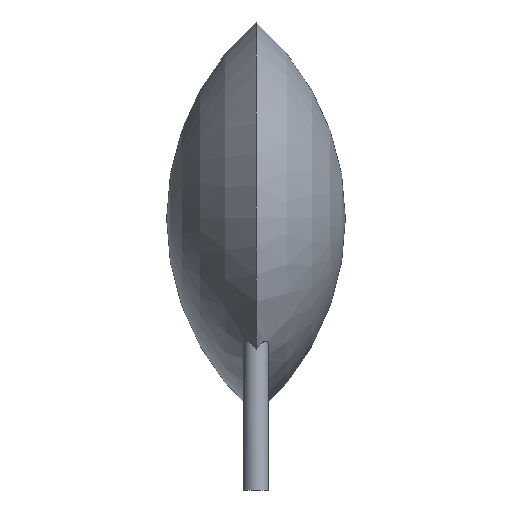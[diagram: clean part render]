
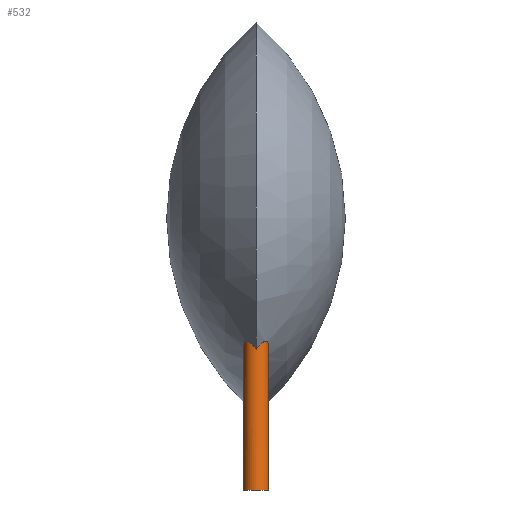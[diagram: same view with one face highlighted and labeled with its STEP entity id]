
A CAD part, left-side view. The second image highlights one B-rep face of the part: STEP entity #532.
In plain terms, the highlighted cylindrical face has radius 0.35 mm (diameter 0.7 mm), a full revolution.
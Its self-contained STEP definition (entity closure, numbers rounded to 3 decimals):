
#250 = VERTEX_POINT('',#251);
#251 = CARTESIAN_POINT('',(-3.4,0.,1.277));
#258 = EDGE_CURVE('',#250,#259,#261,.T.);
#259 = VERTEX_POINT('',#260);
#260 = CARTESIAN_POINT('',(-3.901,0.316,2.15));
#261 = B_SPLINE_CURVE_WITH_KNOTS('',8,(#262,#263,#264,#265,#266,#267,
#268,#269,#270,#271,#272,#273,#274,#275,#276,#277,#278,#279,#280,
#281,#282,#283,#284),.UNSPECIFIED.,.F.,.F.,(9,7,7,9),(0.,
0.539,0.773,1.),.UNSPECIFIED.);
#262 = CARTESIAN_POINT('',(-3.4,0.,1.277));
#263 = CARTESIAN_POINT('',(-3.4,0.042,1.324));
#264 = CARTESIAN_POINT('',(-3.406,0.083,
1.374));
#265 = CARTESIAN_POINT('',(-3.417,0.121,1.428
));
#266 = CARTESIAN_POINT('',(-3.432,0.158,1.484)
);
#267 = CARTESIAN_POINT('',(-3.452,0.193,1.543
));
#268 = CARTESIAN_POINT('',(-3.477,0.225,1.605
));
#269 = CARTESIAN_POINT('',(-3.506,0.254,1.668
));
#270 = CARTESIAN_POINT('',(-3.555,0.291,1.762
));
#271 = CARTESIAN_POINT('',(-3.571,0.302,1.791
));
#272 = CARTESIAN_POINT('',(-3.588,0.312,1.82
));
#273 = CARTESIAN_POINT('',(-3.606,0.321,1.849
));
#274 = CARTESIAN_POINT('',(-3.625,0.329,1.879
));
#275 = CARTESIAN_POINT('',(-3.646,0.335,1.909
));
#276 = CARTESIAN_POINT('',(-3.668,0.341,1.938)
);
#277 = CARTESIAN_POINT('',(-3.713,0.349,1.995
));
#278 = CARTESIAN_POINT('',(-3.737,0.351,2.023
));
#279 = CARTESIAN_POINT('',(-3.762,0.352,2.051
));
#280 = CARTESIAN_POINT('',(-3.789,0.35,2.077)
);
#281 = CARTESIAN_POINT('',(-3.817,0.346,2.101
));
#282 = CARTESIAN_POINT('',(-3.845,0.339,2.122
));
#283 = CARTESIAN_POINT('',(-3.873,0.329,2.138)
);
#284 = CARTESIAN_POINT('',(-3.901,0.316,2.15));
#287 = VERTEX_POINT('',#288);
#288 = CARTESIAN_POINT('',(-4.02,0.223,2.15));
#321 = EDGE_CURVE('',#287,#322,#324,.T.);
#322 = VERTEX_POINT('',#323);
#323 = CARTESIAN_POINT('',(-4.1,0.,1.934));
#324 = B_SPLINE_CURVE_WITH_KNOTS('',7,(#325,#326,#327,#328,#329,#330,
#331,#332,#333,#334,#335,#336,#337,#338),.UNSPECIFIED.,.F.,.F.,(8,6,
8),(0.,0.474,1.),.UNSPECIFIED.);
#325 = CARTESIAN_POINT('',(-4.02,0.223,2.15));
#326 = CARTESIAN_POINT('',(-4.033,0.207,2.142
));
#327 = CARTESIAN_POINT('',(-4.045,0.19,2.132)
);
#328 = CARTESIAN_POINT('',(-4.055,0.173,2.12
));
#329 = CARTESIAN_POINT('',(-4.064,0.156,2.106
));
#330 = CARTESIAN_POINT('',(-4.072,0.14,2.091)
);
#331 = CARTESIAN_POINT('',(-4.078,0.124,2.076)
);
#332 = CARTESIAN_POINT('',(-4.088,0.091,
2.043));
#333 = CARTESIAN_POINT('',(-4.093,0.075,
2.025));
#334 = CARTESIAN_POINT('',(-4.096,0.059,
2.007));
#335 = CARTESIAN_POINT('',(-4.098,0.043,
1.989));
#336 = CARTESIAN_POINT('',(-4.099,0.028,
1.971));
#337 = CARTESIAN_POINT('',(-4.1,0.014,1.952));
#338 = CARTESIAN_POINT('',(-4.1,0.,1.934));
#379 = EDGE_CURVE('',#322,#380,#382,.T.);
#380 = VERTEX_POINT('',#381);
#381 = CARTESIAN_POINT('',(-4.02,-0.223,2.15));
#382 = B_SPLINE_CURVE_WITH_KNOTS('',7,(#383,#384,#385,#386,#387,#388,
#389,#390,#391,#392,#393,#394,#395,#396),.UNSPECIFIED.,.F.,.F.,(8,6,
8),(0.,0.507,1.),.UNSPECIFIED.);
#383 = CARTESIAN_POINT('',(-4.1,0.,1.934));
#384 = CARTESIAN_POINT('',(-4.1,-0.014,1.952));
#385 = CARTESIAN_POINT('',(-4.099,-0.027,
1.969));
#386 = CARTESIAN_POINT('',(-4.098,-0.042,
1.987));
#387 = CARTESIAN_POINT('',(-4.096,-0.057,
2.005));
#388 = CARTESIAN_POINT('',(-4.093,-0.072,
2.022));
#389 = CARTESIAN_POINT('',(-4.089,-0.088,
2.04));
#390 = CARTESIAN_POINT('',(-4.079,-0.12,
2.073));
#391 = CARTESIAN_POINT('',(-4.073,-0.137,2.089)
);
#392 = CARTESIAN_POINT('',(-4.066,-0.154,
2.104));
#393 = CARTESIAN_POINT('',(-4.057,-0.171,
2.118));
#394 = CARTESIAN_POINT('',(-4.046,-0.189,
2.131));
#395 = CARTESIAN_POINT('',(-4.034,-0.206,
2.142));
#396 = CARTESIAN_POINT('',(-4.02,-0.223,2.15));
#399 = VERTEX_POINT('',#400);
#400 = CARTESIAN_POINT('',(-3.901,-0.316,2.15));
#440 = EDGE_CURVE('',#399,#441,#443,.T.);
#441 = VERTEX_POINT('',#442);
#442 = CARTESIAN_POINT('',(-3.75,-0.35,2.036));
#443 = B_SPLINE_CURVE_WITH_KNOTS('',4,(#444,#445,#446,#447,#448,#449,
#450,#451),.UNSPECIFIED.,.F.,.F.,(5,3,5),(0.,0.508,1.),
.UNSPECIFIED.);
#444 = CARTESIAN_POINT('',(-3.901,-0.316,2.15));
#445 = CARTESIAN_POINT('',(-3.885,-0.324,
2.143));
#446 = CARTESIAN_POINT('',(-3.867,-0.33,
2.134));
#447 = CARTESIAN_POINT('',(-3.848,-0.336,
2.122));
#448 = CARTESIAN_POINT('',(-3.809,-0.346,
2.092));
#449 = CARTESIAN_POINT('',(-3.789,-0.349,
2.075));
#450 = CARTESIAN_POINT('',(-3.769,-0.35,
2.055));
#451 = CARTESIAN_POINT('',(-3.75,-0.35,2.036));
#453 = EDGE_CURVE('',#441,#250,#454,.T.);
#454 = B_SPLINE_CURVE_WITH_KNOTS('',7,(#455,#456,#457,#458,#459,#460,
#461,#462,#463,#464,#465,#466,#467,#468,#469,#470,#471,#472,#473,
#474),.UNSPECIFIED.,.F.,.F.,(8,6,6,8),(0.,0.23,
0.597,1.),.UNSPECIFIED.);
#455 = CARTESIAN_POINT('',(-3.75,-0.35,2.036));
#456 = CARTESIAN_POINT('',(-3.728,-0.35,
2.012));
#457 = CARTESIAN_POINT('',(-3.707,-0.348,
1.988));
#458 = CARTESIAN_POINT('',(-3.687,-0.345,
1.963));
#459 = CARTESIAN_POINT('',(-3.667,-0.341,
1.938));
#460 = CARTESIAN_POINT('',(-3.649,-0.336,1.912)
);
#461 = CARTESIAN_POINT('',(-3.631,-0.33,1.886
));
#462 = CARTESIAN_POINT('',(-3.587,-0.311,1.818
));
#463 = CARTESIAN_POINT('',(-3.562,-0.297,1.776
));
#464 = CARTESIAN_POINT('',(-3.539,-0.282,
1.733));
#465 = CARTESIAN_POINT('',(-3.517,-0.264,
1.691));
#466 = CARTESIAN_POINT('',(-3.498,-0.245,1.649
));
#467 = CARTESIAN_POINT('',(-3.48,-0.224,1.608
));
#468 = CARTESIAN_POINT('',(-3.447,-0.178,1.522
));
#469 = CARTESIAN_POINT('',(-3.432,-0.152,
1.478));
#470 = CARTESIAN_POINT('',(-3.42,-0.125,1.435
));
#471 = CARTESIAN_POINT('',(-3.41,-0.096,
1.393));
#472 = CARTESIAN_POINT('',(-3.404,-0.065,
1.352));
#473 = CARTESIAN_POINT('',(-3.4,-0.033,1.314));
#474 = CARTESIAN_POINT('',(-3.4,0.,1.277));
#532 = ADVANCED_FACE('',(#533),#570,.T.);
#533 = FACE_BOUND('',#534,.F.);
#534 = EDGE_LOOP('',(#535,#544,#550,#551,#552,#559,#560,#561,#568,#569)
);
#535 = ORIENTED_EDGE('',*,*,#536,.F.);
#536 = EDGE_CURVE('',#537,#537,#539,.T.);
#537 = VERTEX_POINT('',#538);
#538 = CARTESIAN_POINT('',(-3.75,-0.35,-2.));
#539 = CIRCLE('',#540,0.35);
#540 = AXIS2_PLACEMENT_3D('',#541,#542,#543);
#541 = CARTESIAN_POINT('',(-3.75,0.,-2.));
#542 = DIRECTION('',(-0.,0.,1.));
#543 = DIRECTION('',(0.,-1.,0.));
#544 = ORIENTED_EDGE('',*,*,#545,.T.);
#545 = EDGE_CURVE('',#537,#441,#546,.T.);
#546 = LINE('',#547,#548);
#547 = CARTESIAN_POINT('',(-3.75,-0.35,-2.));
#548 = VECTOR('',#549,1.);
#549 = DIRECTION('',(0.,0.,1.));
#550 = ORIENTED_EDGE('',*,*,#453,.T.);
#551 = ORIENTED_EDGE('',*,*,#258,.T.);
#552 = ORIENTED_EDGE('',*,*,#553,.T.);
#553 = EDGE_CURVE('',#259,#287,#554,.T.);
#554 = CIRCLE('',#555,0.35);
#555 = AXIS2_PLACEMENT_3D('',#556,#557,#558);
#556 = CARTESIAN_POINT('',(-3.75,0.,2.15));
#557 = DIRECTION('',(-0.,0.,1.));
#558 = DIRECTION('',(0.,-1.,0.));
#559 = ORIENTED_EDGE('',*,*,#321,.T.);
#560 = ORIENTED_EDGE('',*,*,#379,.T.);
#561 = ORIENTED_EDGE('',*,*,#562,.T.);
#562 = EDGE_CURVE('',#380,#399,#563,.T.);
#563 = CIRCLE('',#564,0.35);
#564 = AXIS2_PLACEMENT_3D('',#565,#566,#567);
#565 = CARTESIAN_POINT('',(-3.75,0.,2.15));
#566 = DIRECTION('',(-0.,0.,1.));
#567 = DIRECTION('',(0.,-1.,0.));
#568 = ORIENTED_EDGE('',*,*,#440,.T.);
#569 = ORIENTED_EDGE('',*,*,#545,.F.);
#570 = CYLINDRICAL_SURFACE('',#571,0.35);
#571 = AXIS2_PLACEMENT_3D('',#572,#573,#574);
#572 = CARTESIAN_POINT('',(-3.75,0.,-2.));
#573 = DIRECTION('',(-0.,0.,-1.));
#574 = DIRECTION('',(0.,-1.,0.));
